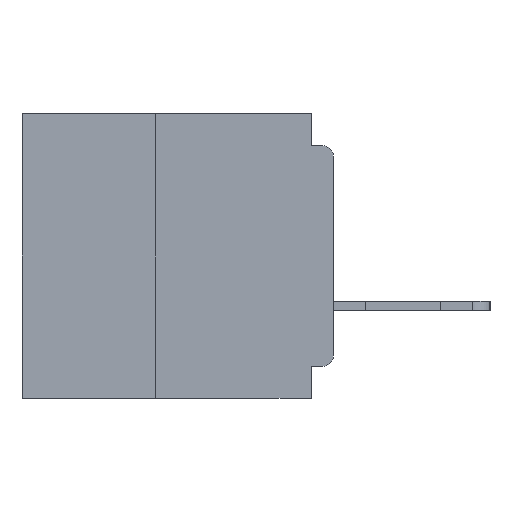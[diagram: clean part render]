
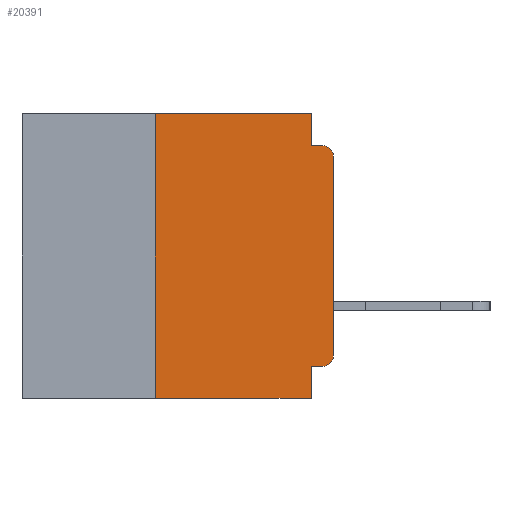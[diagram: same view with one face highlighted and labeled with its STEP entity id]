
A CAD part, left-side view. The second image highlights one B-rep face of the part: STEP entity #20391.
In plain terms, the highlighted planar face has unit normal (-1, 0, 0).
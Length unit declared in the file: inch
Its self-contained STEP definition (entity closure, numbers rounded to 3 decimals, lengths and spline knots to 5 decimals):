
#1513 = LINE ( 'NONE', #24873, #36485 ) ;
#2185 = DIRECTION ( 'NONE',  ( 0., 0., -1. ) ) ;
#2428 = EDGE_CURVE ( 'NONE', #41125, #46788, #47126, .T. ) ;
#2447 = CARTESIAN_POINT ( 'NONE',  ( 0., 0.031, 0. ) ) ;
#2535 = DIRECTION ( 'NONE',  ( 0., 0., -1. ) ) ;
#3512 = VECTOR ( 'NONE', #47671, 39.37008 ) ;
#3801 = LINE ( 'NONE', #22492, #50777 ) ;
#5081 = ORIENTED_EDGE ( 'NONE', *, *, #11267, .F. ) ;
#6404 = ORIENTED_EDGE ( 'NONE', *, *, #55689, .T. ) ;
#6533 = CIRCLE ( 'NONE', #17605, 0.015 ) ;
#8799 = CARTESIAN_POINT ( 'NONE',  ( 0., 0., 0. ) ) ;
#8865 = PLANE ( 'NONE',  #39092 ) ;
#11267 = EDGE_CURVE ( 'NONE', #51149, #44287, #36745, .T. ) ;
#11725 = CARTESIAN_POINT ( 'NONE',  ( 0., 0.015, -0.06 ) ) ;
#13386 = CARTESIAN_POINT ( 'NONE',  ( 0., 0.437, 0. ) ) ;
#14760 = LINE ( 'NONE', #8799, #25324 ) ;
#15221 = VECTOR ( 'NONE', #36750, 39.37008 ) ;
#15685 = LINE ( 'NONE', #38572, #3512 ) ;
#15878 = VERTEX_POINT ( 'NONE', #57876 ) ;
#16274 = DIRECTION ( 'NONE',  ( 0., 0., -1. ) ) ;
#16355 = CARTESIAN_POINT ( 'NONE',  ( 0., 0.015, -0.045 ) ) ;
#16440 = DIRECTION ( 'NONE',  ( 0., 0., 1. ) ) ;
#16883 = EDGE_CURVE ( 'NONE', #35531, #47012, #1513, .T. ) ;
#17195 = CARTESIAN_POINT ( 'NONE',  ( 0., 0., -0.355 ) ) ;
#17605 = AXIS2_PLACEMENT_3D ( 'NONE', #56659, #29446, #2185 ) ;
#17634 = CARTESIAN_POINT ( 'NONE',  ( 0., 0.25, 0. ) ) ;
#18462 = CARTESIAN_POINT ( 'NONE',  ( 0., 0., -0.045 ) ) ;
#20391 = ADVANCED_FACE ( 'NONE', ( #56642 ), #8865, .F. ) ;
#22492 = CARTESIAN_POINT ( 'NONE',  ( 0., 0.437, 0. ) ) ;
#22570 = CARTESIAN_POINT ( 'NONE',  ( 0., 0.031, -0.355 ) ) ;
#24569 = VECTOR ( 'NONE', #44588, 39.37008 ) ;
#24873 = CARTESIAN_POINT ( 'NONE',  ( 0., 0.437, -0.4 ) ) ;
#25324 = VECTOR ( 'NONE', #45100, 39.37008 ) ;
#25745 = CARTESIAN_POINT ( 'NONE',  ( 0., 0.25, -0.4 ) ) ;
#27038 = DIRECTION ( 'NONE',  ( 0., 0., -1. ) ) ;
#27242 = LINE ( 'NONE', #18462, #15221 ) ;
#28174 = ORIENTED_EDGE ( 'NONE', *, *, #39710, .T. ) ;
#28905 = VERTEX_POINT ( 'NONE', #31333 ) ;
#29031 = CIRCLE ( 'NONE', #57857, 0.015 ) ;
#29047 = CARTESIAN_POINT ( 'NONE',  ( 0., 0.015, -0.355 ) ) ;
#29446 = DIRECTION ( 'NONE',  ( -1., 0., 0. ) ) ;
#29539 = EDGE_CURVE ( 'NONE', #54457, #41125, #3801, .T. ) ;
#31333 = CARTESIAN_POINT ( 'NONE',  ( 0., 0., -0.06 ) ) ;
#31843 = EDGE_LOOP ( 'NONE', ( #6404, #28174, #40173, #43664, #33893, #32073, #41916, #33702, #5081, #45731 ) ) ;
#31924 = EDGE_CURVE ( 'NONE', #51149, #15878, #6533, .T. ) ;
#32073 = ORIENTED_EDGE ( 'NONE', *, *, #46819, .F. ) ;
#33702 = ORIENTED_EDGE ( 'NONE', *, *, #58070, .F. ) ;
#33893 = ORIENTED_EDGE ( 'NONE', *, *, #29539, .F. ) ;
#35531 = VERTEX_POINT ( 'NONE', #25745 ) ;
#36276 = DIRECTION ( 'NONE',  ( 0., -1., 0. ) ) ;
#36485 = VECTOR ( 'NONE', #52342, 39.37008 ) ;
#36745 = LINE ( 'NONE', #17195, #24569 ) ;
#36750 = DIRECTION ( 'NONE',  ( 0., -1., 0. ) ) ;
#37261 = VERTEX_POINT ( 'NONE', #16355 ) ;
#38572 = CARTESIAN_POINT ( 'NONE',  ( 0., 0.031, -0.4 ) ) ;
#38650 = LINE ( 'NONE', #48192, #45014 ) ;
#39092 = AXIS2_PLACEMENT_3D ( 'NONE', #13386, #54271, #27038 ) ;
#39710 = EDGE_CURVE ( 'NONE', #28905, #37261, #29031, .T. ) ;
#40173 = ORIENTED_EDGE ( 'NONE', *, *, #46497, .F. ) ;
#41125 = VERTEX_POINT ( 'NONE', #53631 ) ;
#41916 = ORIENTED_EDGE ( 'NONE', *, *, #16883, .T. ) ;
#43435 = CARTESIAN_POINT ( 'NONE',  ( 0., 0.031, -0.045 ) ) ;
#43470 = DIRECTION ( 'NONE',  ( -1., 0., 0. ) ) ;
#43664 = ORIENTED_EDGE ( 'NONE', *, *, #2428, .F. ) ;
#44287 = VERTEX_POINT ( 'NONE', #22570 ) ;
#44588 = DIRECTION ( 'NONE',  ( 0., 1., 0. ) ) ;
#45014 = VECTOR ( 'NONE', #16440, 39.37008 ) ;
#45100 = DIRECTION ( 'NONE',  ( 0., 0., 1. ) ) ;
#45731 = ORIENTED_EDGE ( 'NONE', *, *, #31924, .T. ) ;
#46497 = EDGE_CURVE ( 'NONE', #46788, #37261, #27242, .T. ) ;
#46788 = VERTEX_POINT ( 'NONE', #43435 ) ;
#46819 = EDGE_CURVE ( 'NONE', #35531, #54457, #38650, .T. ) ;
#47012 = VERTEX_POINT ( 'NONE', #54318 ) ;
#47126 = LINE ( 'NONE', #2447, #56319 ) ;
#47671 = DIRECTION ( 'NONE',  ( 0., 0., -1. ) ) ;
#48192 = CARTESIAN_POINT ( 'NONE',  ( 0., 0.25, -0.4 ) ) ;
#50777 = VECTOR ( 'NONE', #36276, 39.37008 ) ;
#51149 = VERTEX_POINT ( 'NONE', #29047 ) ;
#52342 = DIRECTION ( 'NONE',  ( 0., -1., 0. ) ) ;
#53631 = CARTESIAN_POINT ( 'NONE',  ( 0., 0.031, 0. ) ) ;
#54271 = DIRECTION ( 'NONE',  ( 1., 0., 0. ) ) ;
#54318 = CARTESIAN_POINT ( 'NONE',  ( 0., 0.031, -0.4 ) ) ;
#54457 = VERTEX_POINT ( 'NONE', #17634 ) ;
#55689 = EDGE_CURVE ( 'NONE', #15878, #28905, #14760, .T. ) ;
#56319 = VECTOR ( 'NONE', #2535, 39.37008 ) ;
#56642 = FACE_OUTER_BOUND ( 'NONE', #31843, .T. ) ;
#56659 = CARTESIAN_POINT ( 'NONE',  ( 0., 0.015, -0.34 ) ) ;
#57857 = AXIS2_PLACEMENT_3D ( 'NONE', #11725, #43470, #16274 ) ;
#57876 = CARTESIAN_POINT ( 'NONE',  ( 0., 0., -0.34 ) ) ;
#58070 = EDGE_CURVE ( 'NONE', #44287, #47012, #15685, .T. ) ;
